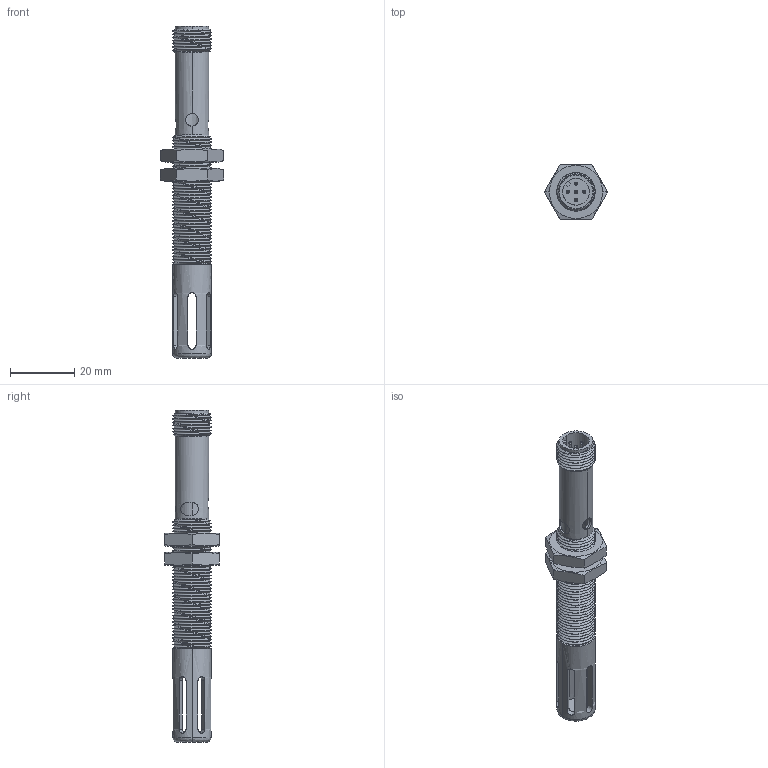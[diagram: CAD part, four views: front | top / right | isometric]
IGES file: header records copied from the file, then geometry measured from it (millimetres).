
Start section:  PTC IGES file: 148644.igs
Global section: file name: 148644.igs; native system: Pro/ENGINEER by Parametric Technology Corporation; preprocessor: 2006170; author: banengservice; organization: Unknown; date: 20090820.140500; units: inch
Bounding box: 19.57 x 16.95 x 103 mm (x, y, z)
Volume: 4889.1 mm3; surface area: 10077.3 mm2
Topology: 2 solids, 3 shells, 362 faces, 928 edges, 592 vertices
Faces by surface type: revolution 237, bspline 125
